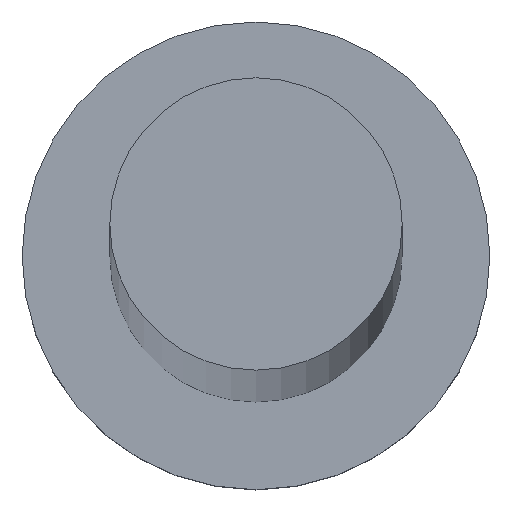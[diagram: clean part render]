
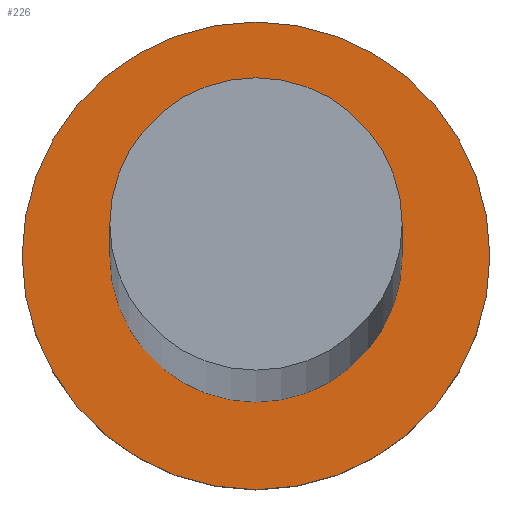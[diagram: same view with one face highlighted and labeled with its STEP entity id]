
A CAD part, top view. The second image highlights one B-rep face of the part: STEP entity #226.
In plain terms, the highlighted planar face has unit normal (0, 0, 1).
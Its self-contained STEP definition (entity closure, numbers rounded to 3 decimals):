
#2 = CARTESIAN_POINT ( 'NONE',  ( 0., 0., 5. ) ) ;
#8 = DIRECTION ( 'NONE',  ( 1., 0., 0. ) ) ;
#11 = CARTESIAN_POINT ( 'NONE',  ( 0., 0., 5. ) ) ;
#12 = CARTESIAN_POINT ( 'NONE',  ( 0., 0., 5. ) ) ;
#18 = ORIENTED_EDGE ( 'NONE', *, *, #168, .F. ) ;
#32 = EDGE_CURVE ( 'NONE', #200, #218, #194, .T. ) ;
#33 = CARTESIAN_POINT ( 'NONE',  ( -8., 0., 5. ) ) ;
#38 = CIRCLE ( 'NONE', #188, 5. ) ;
#54 = EDGE_LOOP ( 'NONE', ( #18, #232 ) ) ;
#56 = AXIS2_PLACEMENT_3D ( 'NONE', #11, #151, #198 ) ;
#59 = EDGE_CURVE ( 'NONE', #218, #200, #176, .T. ) ;
#63 = CARTESIAN_POINT ( 'NONE',  ( -5., 0., 5. ) ) ;
#73 = CARTESIAN_POINT ( 'NONE',  ( 8., 0., 5. ) ) ;
#85 = VERTEX_POINT ( 'NONE', #199 ) ;
#97 = VERTEX_POINT ( 'NONE', #63 ) ;
#100 = DIRECTION ( 'NONE',  ( 0., 0., 1. ) ) ;
#103 = EDGE_LOOP ( 'NONE', ( #155, #236 ) ) ;
#105 = CARTESIAN_POINT ( 'NONE',  ( 0., 0., 5. ) ) ;
#110 = AXIS2_PLACEMENT_3D ( 'NONE', #12, #100, #245 ) ;
#111 = DIRECTION ( 'NONE',  ( 1., 0., 0. ) ) ;
#129 = AXIS2_PLACEMENT_3D ( 'NONE', #2, #185, #206 ) ;
#130 = AXIS2_PLACEMENT_3D ( 'NONE', #169, #172, #111 ) ;
#135 = FACE_BOUND ( 'NONE', #54, .T. ) ;
#151 = DIRECTION ( 'NONE',  ( 0., 0., 1. ) ) ;
#155 = ORIENTED_EDGE ( 'NONE', *, *, #32, .T. ) ;
#156 = FACE_OUTER_BOUND ( 'NONE', #103, .T. ) ;
#168 = EDGE_CURVE ( 'NONE', #97, #85, #225, .T. ) ;
#169 = CARTESIAN_POINT ( 'NONE',  ( 0., 0., 5. ) ) ;
#172 = DIRECTION ( 'NONE',  ( 0., 0., 1. ) ) ;
#176 = CIRCLE ( 'NONE', #56, 8. ) ;
#184 = EDGE_CURVE ( 'NONE', #85, #97, #38, .T. ) ;
#185 = DIRECTION ( 'NONE',  ( 0., 0., 1. ) ) ;
#188 = AXIS2_PLACEMENT_3D ( 'NONE', #105, #191, #8 ) ;
#191 = DIRECTION ( 'NONE',  ( 0., 0., 1. ) ) ;
#194 = CIRCLE ( 'NONE', #129, 8. ) ;
#198 = DIRECTION ( 'NONE',  ( 1., 0., 0. ) ) ;
#199 = CARTESIAN_POINT ( 'NONE',  ( 5., 0., 5. ) ) ;
#200 = VERTEX_POINT ( 'NONE', #33 ) ;
#202 = PLANE ( 'NONE',  #130 ) ;
#206 = DIRECTION ( 'NONE',  ( 1., 0., 0. ) ) ;
#218 = VERTEX_POINT ( 'NONE', #73 ) ;
#225 = CIRCLE ( 'NONE', #110, 5. ) ;
#226 = ADVANCED_FACE ( 'NONE', ( #135, #156 ), #202, .T. ) ;
#232 = ORIENTED_EDGE ( 'NONE', *, *, #184, .F. ) ;
#236 = ORIENTED_EDGE ( 'NONE', *, *, #59, .T. ) ;
#245 = DIRECTION ( 'NONE',  ( 1., 0., 0. ) ) ;
